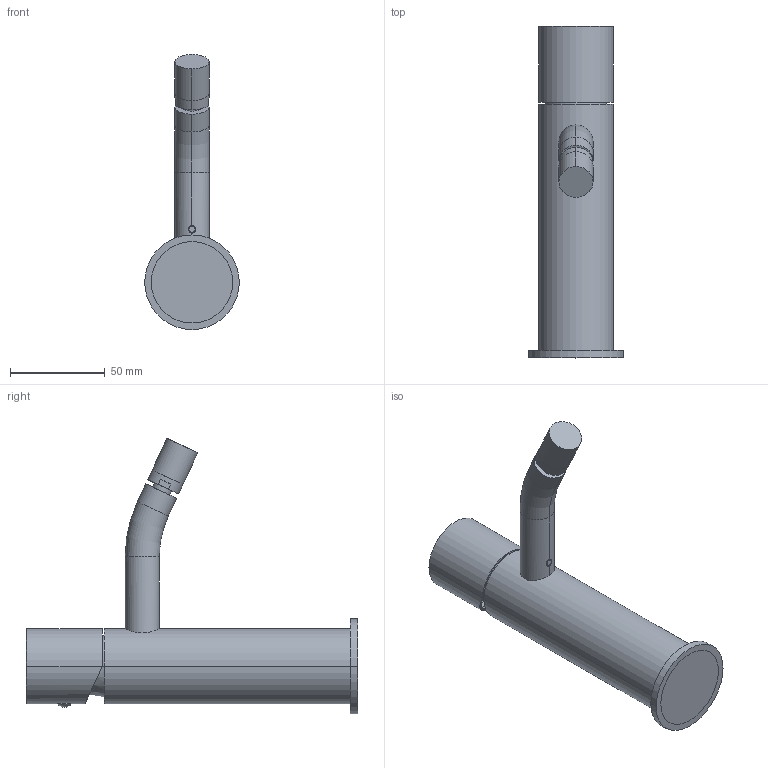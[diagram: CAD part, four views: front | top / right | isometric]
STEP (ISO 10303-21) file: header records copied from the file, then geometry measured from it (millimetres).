
FILE_DESCRIPTION((''),'2;1');
FILE_NAME('LIGX131CR','2021-01-15T14:03:13',('ut3'),('PAFFONI SpA'),'CREO PARAMETRIC BY PTC INC, 2020044','CREO PARAMETRIC BY PTC INC, 2020044','');
FILE_SCHEMA(('CONFIG_CONTROL_DESIGN','SHAPE_APPEARANCE_LAYERS_GROUPS'));
Length unit declared in the file: millimetre
Products named in the file (1): LIGX131CR
Bounding box: 50 x 175.39 x 145.4 mm (x, y, z)
Surface area: 37958.4 mm2 (no closed solid volume)
Topology: 0 solids, 13 shells, 49 faces, 119 edges, 78 vertices
Faces by surface type: cylinder 20, plane 15, cone 10, torus 2, sphere 2
Entity records: 1938 total; most frequent: CARTESIAN_POINT 399, DIRECTION 263, ORIENTED_EDGE 198, EDGE_CURVE 115, AXIS2_PLACEMENT_3D 112, VERTEX_POINT 78, CIRCLE 63, EDGE_LOOP 49
